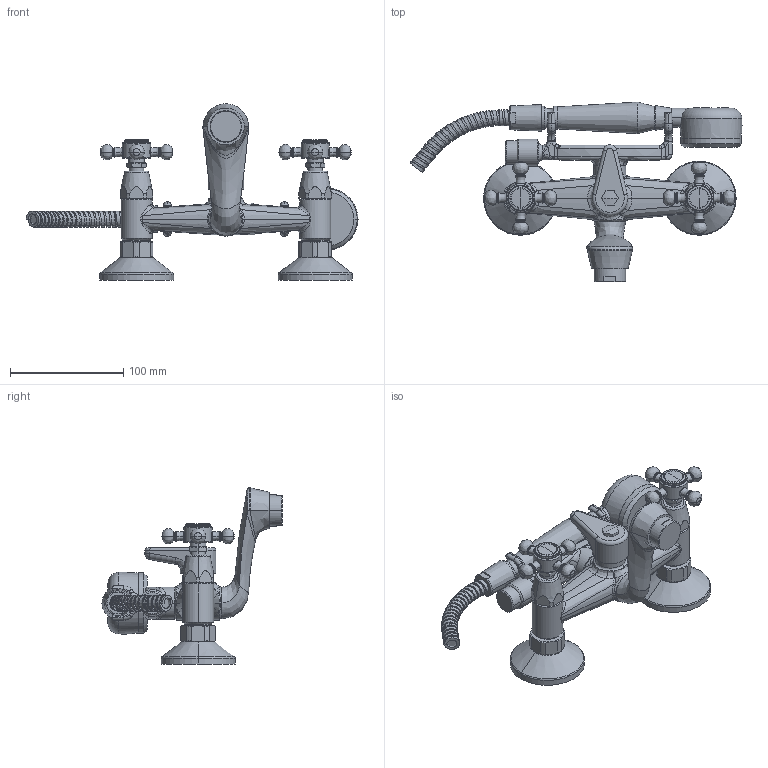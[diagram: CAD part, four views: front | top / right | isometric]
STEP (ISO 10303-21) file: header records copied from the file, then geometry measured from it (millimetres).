
FILE_DESCRIPTION((''),'2;1');
FILE_NAME('VLV024CR','2021-11-11T08:35:14',('ut3'),('PAFFONI SpA'),'CREO PARAMETRIC BY PTC INC, 2020044','CREO PARAMETRIC BY PTC INC, 2020044','');
FILE_SCHEMA(('CONFIG_CONTROL_DESIGN','SHAPE_APPEARANCE_LAYERS_GROUPS'));
Length unit declared in the file: millimetre
Products named in the file (1): VLV024CR
Bounding box: 293.69 x 159.25 x 155.99 mm (x, y, z)
Volume: 607255.2 mm3; surface area: 114069.2 mm2
Topology: 2 solids, 2 shells, 1400 faces, 3626 edges, 2251 vertices
Faces by surface type: plane 528, cylinder 402, bspline 211, torus 146, cone 88, sphere 25
Entity records: 79984 total; most frequent: CARTESIAN_POINT 36654, ORIENTED_EDGE 7192, DIRECTION 6374, EDGE_CURVE 3596, AXIS2_PLACEMENT_3D 2491, VERTEX_POINT 2248, FILL_AREA_STYLE_COLOUR 1601, FILL_AREA_STYLE 1601
